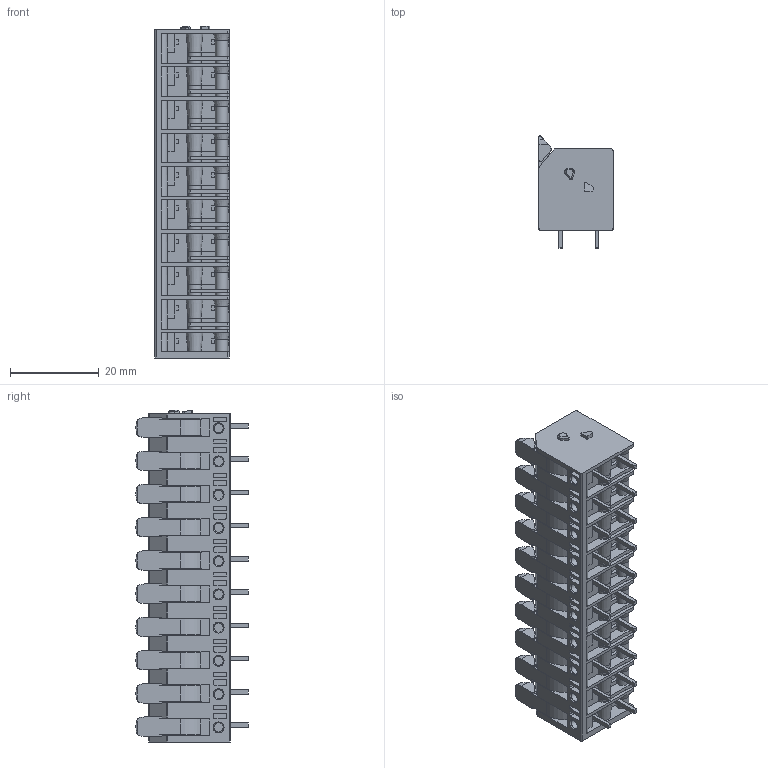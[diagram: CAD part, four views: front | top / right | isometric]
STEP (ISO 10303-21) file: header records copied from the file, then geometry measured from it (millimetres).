
FILE_DESCRIPTION( ( 'STEP AP214' ), '1' );
FILE_NAME( '2604-3310.stp', '2019-05-07T11:01:12', ( '' ), ( '' ), ' ', 'PARTsolutions', ' ' );
FILE_SCHEMA( ( 'AUTOMOTIVE_DESIGN { 1 0 10303 214 1 1 1 1 }' ) );
Length unit declared in the file: millimetre
Products named in the file (1): _2604-3310
Bounding box: 16.7 x 25.3 x 74.9 mm (x, y, z)
Volume: 18863.5 mm3; surface area: 10734.1 mm2
Topology: 1 solids, 1 shells, 1448 faces, 3853 edges, 2478 vertices
Faces by surface type: plane 891, cylinder 424, cone 133
Full cylindrical faces by diameter (mm): 2.1 x10
Entity records: 56726 total; most frequent: CARTESIAN_POINT 8560, ORIENTED_EDGE 7666, DIRECTION 7626, EDGE_CURVE 3833, LINE 2678, VECTOR 2678, VERTEX_POINT 2478, AXIS2_PLACEMENT_3D 2474
